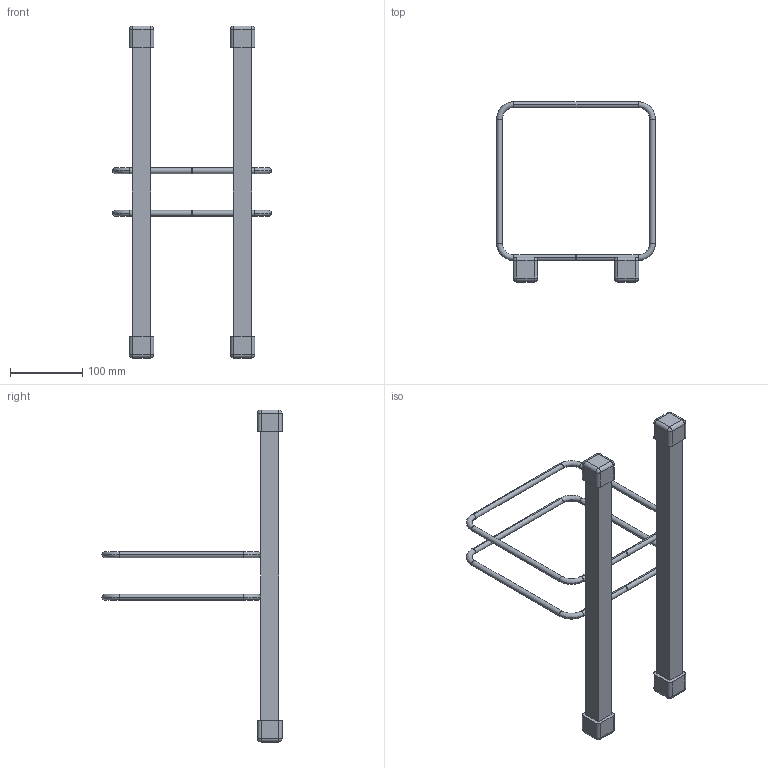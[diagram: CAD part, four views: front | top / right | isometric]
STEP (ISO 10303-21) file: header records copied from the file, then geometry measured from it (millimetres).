
FILE_DESCRIPTION (( 'STEP AP203' ), '1' );
FILE_NAME ('G1147.STEP', '2018-09-25T16:03:57', ( '' ), ( '' ), 'SwSTEP 2.0', 'SolidWorks 2016', '' );
FILE_SCHEMA (( 'CONFIG_CONTROL_DESIGN' ));
Length unit declared in the file: millimetre
Products named in the file (5): TH3547; G1147; 25 X 25 X 1.5 ERW 450 LG; TH3312; TH3313
Assembly tree (9 placements, depth 3):
  G1147
    TH3313
      25 X 25 X 1.5 ERW 450 LG  x2
      TH3312  x2
    TH3547  x4
Bounding box: 220 x 249.5 x 460 mm (x, y, z)
Volume: 279658.9 mm3; surface area: 244042 mm2
Topology: 8 solids, 8 shells, 152 faces, 348 edges, 200 vertices
Faces by surface type: plane 68, cylinder 52, torus 16, sphere 16
Entity records: 2155 total; most frequent: DIRECTION 302, CARTESIAN_POINT 256, ORIENTED_EDGE 236, AXIS2_PLACEMENT_3D 118, EDGE_CURVE 118, VERTEX_POINT 72, LINE 66, VECTOR 66
